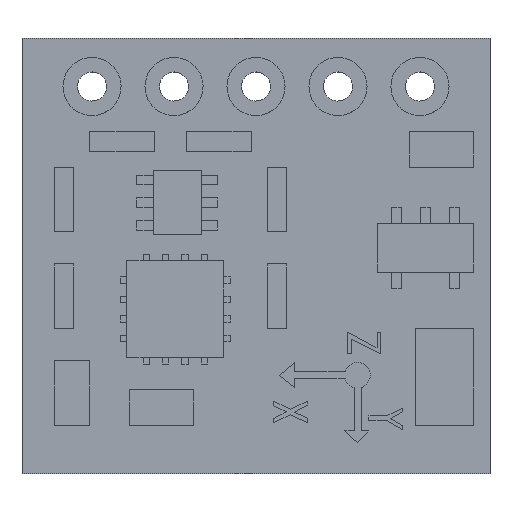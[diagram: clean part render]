
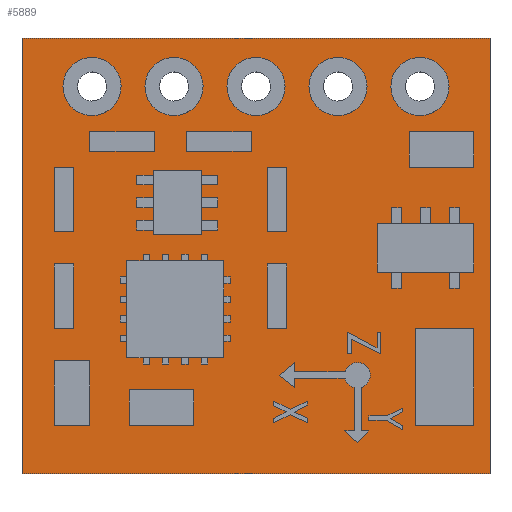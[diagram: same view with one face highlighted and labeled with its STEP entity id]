
A CAD part, top view. The second image highlights one B-rep face of the part: STEP entity #5889.
In plain terms, the highlighted free-form (B-spline) face has degree [1, 1] with [2, 2] control points.
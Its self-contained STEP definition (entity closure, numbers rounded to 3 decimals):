
#5542 = VERTEX_POINT('',#5543);
#5543 = CARTESIAN_POINT('',(-5.976,5.564,0.));
#5558 = VERTEX_POINT('',#5559);
#5559 = CARTESIAN_POINT('',(-5.976,-5.564,0.));
#5564 = EDGE_CURVE('',#5542,#5558,#5565,.T.);
#5565 = B_SPLINE_CURVE_WITH_KNOTS('',1,(#5566,#5567),.UNSPECIFIED.,.F.,
  .F.,(2,2),(0.,13.5),.PIECEWISE_BEZIER_KNOTS.);
#5566 = CARTESIAN_POINT('',(-5.976,5.564,0.));
#5567 = CARTESIAN_POINT('',(-5.976,-5.564,0.));
#5586 = VERTEX_POINT('',#5587);
#5587 = CARTESIAN_POINT('',(5.976,-5.564,0.));
#5592 = EDGE_CURVE('',#5558,#5586,#5593,.T.);
#5593 = B_SPLINE_CURVE_WITH_KNOTS('',1,(#5594,#5595),.UNSPECIFIED.,.F.,
  .F.,(2,2),(0.,14.5),.PIECEWISE_BEZIER_KNOTS.);
#5594 = CARTESIAN_POINT('',(-5.976,-5.564,0.));
#5595 = CARTESIAN_POINT('',(5.976,-5.564,0.));
#5614 = VERTEX_POINT('',#5615);
#5615 = CARTESIAN_POINT('',(5.976,5.564,0.));
#5620 = EDGE_CURVE('',#5586,#5614,#5621,.T.);
#5621 = B_SPLINE_CURVE_WITH_KNOTS('',1,(#5622,#5623),.UNSPECIFIED.,.F.,
  .F.,(2,2),(0.,13.5),.PIECEWISE_BEZIER_KNOTS.);
#5622 = CARTESIAN_POINT('',(5.976,-5.564,0.));
#5623 = CARTESIAN_POINT('',(5.976,5.564,0.));
#5640 = EDGE_CURVE('',#5614,#5542,#5641,.T.);
#5641 = B_SPLINE_CURVE_WITH_KNOTS('',1,(#5642,#5643),.UNSPECIFIED.,.F.,
  .F.,(2,2),(0.,14.5),.PIECEWISE_BEZIER_KNOTS.);
#5642 = CARTESIAN_POINT('',(5.976,5.564,0.));
#5643 = CARTESIAN_POINT('',(-5.976,5.564,0.));
#5654 = VERTEX_POINT('',#5655);
#5655 = CARTESIAN_POINT('',(4.6,4.328,0.));
#5673 = EDGE_CURVE('',#5654,#5654,#5674,.T.);
#5674 = ( BOUNDED_CURVE() B_SPLINE_CURVE(2,(#5675,#5676,#5677,#5678,
#5679,#5680,#5681),.UNSPECIFIED.,.T.,.F.) B_SPLINE_CURVE_WITH_KNOTS((1,2
    ,2,2,2,1),(-2.094,0.,2.094,4.189,
6.283,8.378),.UNSPECIFIED.) CURVE() 
GEOMETRIC_REPRESENTATION_ITEM() RATIONAL_B_SPLINE_CURVE((1.,0.5,1.,0.5,
1.,0.5,1.)) REPRESENTATION_ITEM('') );
#5675 = CARTESIAN_POINT('',(4.6,4.328,0.));
#5676 = CARTESIAN_POINT('',(4.6,5.042,0.));
#5677 = CARTESIAN_POINT('',(3.981,4.685,0.));
#5678 = CARTESIAN_POINT('',(3.363,4.328,0.));
#5679 = CARTESIAN_POINT('',(3.981,3.971,0.));
#5680 = CARTESIAN_POINT('',(4.6,3.614,0.));
#5681 = CARTESIAN_POINT('',(4.6,4.328,0.));
#5702 = VERTEX_POINT('',#5703);
#5703 = CARTESIAN_POINT('',(2.506,4.328,0.));
#5721 = EDGE_CURVE('',#5702,#5702,#5722,.T.);
#5722 = ( BOUNDED_CURVE() B_SPLINE_CURVE(2,(#5723,#5724,#5725,#5726,
#5727,#5728,#5729),.UNSPECIFIED.,.T.,.F.) B_SPLINE_CURVE_WITH_KNOTS((1,2
    ,2,2,2,1),(-2.094,0.,2.094,4.189,
6.283,8.378),.UNSPECIFIED.) CURVE() 
GEOMETRIC_REPRESENTATION_ITEM() RATIONAL_B_SPLINE_CURVE((1.,0.5,1.,0.5,
1.,0.5,1.)) REPRESENTATION_ITEM('') );
#5723 = CARTESIAN_POINT('',(2.506,4.328,0.));
#5724 = CARTESIAN_POINT('',(2.506,5.042,0.));
#5725 = CARTESIAN_POINT('',(1.888,4.685,0.));
#5726 = CARTESIAN_POINT('',(1.269,4.328,0.));
#5727 = CARTESIAN_POINT('',(1.888,3.971,0.));
#5728 = CARTESIAN_POINT('',(2.506,3.614,0.));
#5729 = CARTESIAN_POINT('',(2.506,4.328,0.));
#5750 = VERTEX_POINT('',#5751);
#5751 = CARTESIAN_POINT('',(0.412,4.328,0.));
#5769 = EDGE_CURVE('',#5750,#5750,#5770,.T.);
#5770 = ( BOUNDED_CURVE() B_SPLINE_CURVE(2,(#5771,#5772,#5773,#5774,
#5775,#5776,#5777),.UNSPECIFIED.,.T.,.F.) B_SPLINE_CURVE_WITH_KNOTS((1,2
    ,2,2,2,1),(-2.094,0.,2.094,4.189,
6.283,8.378),.UNSPECIFIED.) CURVE() 
GEOMETRIC_REPRESENTATION_ITEM() RATIONAL_B_SPLINE_CURVE((1.,0.5,1.,0.5,
1.,0.5,1.)) REPRESENTATION_ITEM('') );
#5771 = CARTESIAN_POINT('',(0.412,4.328,0.));
#5772 = CARTESIAN_POINT('',(0.412,5.042,0.));
#5773 = CARTESIAN_POINT('',(-0.206,4.685,0.));
#5774 = CARTESIAN_POINT('',(-0.824,4.328,0.));
#5775 = CARTESIAN_POINT('',(-0.206,3.971,0.));
#5776 = CARTESIAN_POINT('',(0.412,3.614,0.));
#5777 = CARTESIAN_POINT('',(0.412,4.328,0.));
#5798 = VERTEX_POINT('',#5799);
#5799 = CARTESIAN_POINT('',(-1.682,4.328,0.));
#5817 = EDGE_CURVE('',#5798,#5798,#5818,.T.);
#5818 = ( BOUNDED_CURVE() B_SPLINE_CURVE(2,(#5819,#5820,#5821,#5822,
#5823,#5824,#5825),.UNSPECIFIED.,.T.,.F.) B_SPLINE_CURVE_WITH_KNOTS((1,2
    ,2,2,2,1),(-2.094,0.,2.094,4.189,
6.283,8.378),.UNSPECIFIED.) CURVE() 
GEOMETRIC_REPRESENTATION_ITEM() RATIONAL_B_SPLINE_CURVE((1.,0.5,1.,0.5,
1.,0.5,1.)) REPRESENTATION_ITEM('') );
#5819 = CARTESIAN_POINT('',(-1.682,4.328,0.));
#5820 = CARTESIAN_POINT('',(-1.682,5.042,0.));
#5821 = CARTESIAN_POINT('',(-2.3,4.685,0.));
#5822 = CARTESIAN_POINT('',(-2.918,4.328,0.));
#5823 = CARTESIAN_POINT('',(-2.3,3.971,0.));
#5824 = CARTESIAN_POINT('',(-1.682,3.614,0.));
#5825 = CARTESIAN_POINT('',(-1.682,4.328,0.));
#5846 = VERTEX_POINT('',#5847);
#5847 = CARTESIAN_POINT('',(-3.775,4.328,0.));
#5865 = EDGE_CURVE('',#5846,#5846,#5866,.T.);
#5866 = ( BOUNDED_CURVE() B_SPLINE_CURVE(2,(#5867,#5868,#5869,#5870,
#5871,#5872,#5873),.UNSPECIFIED.,.T.,.F.) B_SPLINE_CURVE_WITH_KNOTS((1,2
    ,2,2,2,1),(-2.094,0.,2.094,4.189,
6.283,8.378),.UNSPECIFIED.) CURVE() 
GEOMETRIC_REPRESENTATION_ITEM() RATIONAL_B_SPLINE_CURVE((1.,0.5,1.,0.5,
1.,0.5,1.)) REPRESENTATION_ITEM('') );
#5867 = CARTESIAN_POINT('',(-3.775,4.328,0.));
#5868 = CARTESIAN_POINT('',(-3.775,5.042,0.));
#5869 = CARTESIAN_POINT('',(-4.394,4.685,0.));
#5870 = CARTESIAN_POINT('',(-5.012,4.328,0.));
#5871 = CARTESIAN_POINT('',(-4.394,3.971,0.));
#5872 = CARTESIAN_POINT('',(-3.775,3.614,0.));
#5873 = CARTESIAN_POINT('',(-3.775,4.328,0.));
#5889 = ADVANCED_FACE('',(#5890,#5896,#5899,#5902,#5905,#5908),#5911,.T.
  );
#5890 = FACE_BOUND('',#5891,.T.);
#5891 = EDGE_LOOP('',(#5892,#5893,#5894,#5895));
#5892 = ORIENTED_EDGE('',*,*,#5564,.T.);
#5893 = ORIENTED_EDGE('',*,*,#5592,.T.);
#5894 = ORIENTED_EDGE('',*,*,#5620,.T.);
#5895 = ORIENTED_EDGE('',*,*,#5640,.T.);
#5896 = FACE_BOUND('',#5897,.F.);
#5897 = EDGE_LOOP('',(#5898));
#5898 = ORIENTED_EDGE('',*,*,#5673,.T.);
#5899 = FACE_BOUND('',#5900,.F.);
#5900 = EDGE_LOOP('',(#5901));
#5901 = ORIENTED_EDGE('',*,*,#5721,.T.);
#5902 = FACE_BOUND('',#5903,.F.);
#5903 = EDGE_LOOP('',(#5904));
#5904 = ORIENTED_EDGE('',*,*,#5769,.T.);
#5905 = FACE_BOUND('',#5906,.F.);
#5906 = EDGE_LOOP('',(#5907));
#5907 = ORIENTED_EDGE('',*,*,#5817,.T.);
#5908 = FACE_BOUND('',#5909,.F.);
#5909 = EDGE_LOOP('',(#5910));
#5910 = ORIENTED_EDGE('',*,*,#5865,.T.);
#5911 = B_SPLINE_SURFACE_WITH_KNOTS('',1,1,(
    (#5912,#5913)
    ,(#5914,#5915
    )),.UNSPECIFIED.,.F.,.F.,.F.,(2,2),(2,2),(-7.25,7.25),(
    -7.739,5.761),.PIECEWISE_BEZIER_KNOTS.);
#5912 = CARTESIAN_POINT('',(-5.976,-5.564,0.));
#5913 = CARTESIAN_POINT('',(-5.976,5.564,0.));
#5914 = CARTESIAN_POINT('',(5.976,-5.564,0.));
#5915 = CARTESIAN_POINT('',(5.976,5.564,0.));
